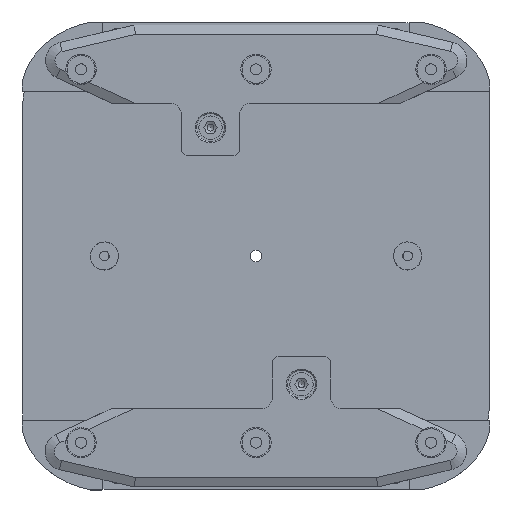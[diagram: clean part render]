
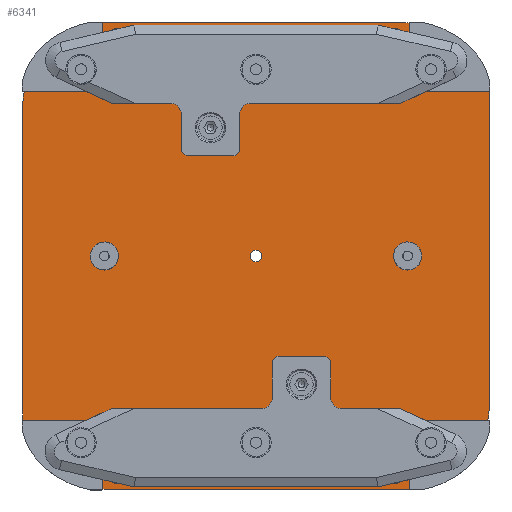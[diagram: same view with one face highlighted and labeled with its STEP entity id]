
A CAD part, top view. The second image highlights one B-rep face of the part: STEP entity #6341.
In plain terms, the highlighted planar face has unit normal (0, 0, 1).
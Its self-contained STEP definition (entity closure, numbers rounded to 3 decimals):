
#310=FACE_BOUND('',#1039,.T.);
#311=FACE_BOUND('',#1040,.T.);
#312=FACE_BOUND('',#1041,.T.);
#313=FACE_BOUND('',#1042,.T.);
#314=FACE_BOUND('',#1043,.T.);
#315=FACE_BOUND('',#1044,.T.);
#316=FACE_BOUND('',#1045,.T.);
#317=FACE_BOUND('',#1046,.T.);
#318=FACE_BOUND('',#1047,.T.);
#371=PLANE('',#6984);
#646=FACE_OUTER_BOUND('',#1038,.T.);
#1038=EDGE_LOOP('',(#4502,#4503,#4504,#4505,#4506,#4507,#4508,#4509,#4510,
#4511,#4512,#4513,#4514,#4515,#4516,#4517,#4518,#4519));
#1039=EDGE_LOOP('',(#4520));
#1040=EDGE_LOOP('',(#4521));
#1041=EDGE_LOOP('',(#4522));
#1042=EDGE_LOOP('',(#4523));
#1043=EDGE_LOOP('',(#4524));
#1044=EDGE_LOOP('',(#4525));
#1045=EDGE_LOOP('',(#4526));
#1046=EDGE_LOOP('',(#4527));
#1047=EDGE_LOOP('',(#4528));
#1446=LINE('',#9711,#1964);
#1449=LINE('',#9717,#1967);
#1454=LINE('',#9732,#1972);
#1457=LINE('',#9738,#1975);
#1466=LINE('',#9770,#1984);
#1469=LINE('',#9776,#1987);
#1474=LINE('',#9790,#1992);
#1477=LINE('',#9796,#1995);
#1492=LINE('',#9847,#2010);
#1496=LINE('',#9854,#2014);
#1497=LINE('',#9855,#2015);
#1498=LINE('',#9859,#2016);
#1964=VECTOR('',#7761,10.);
#1967=VECTOR('',#7766,10.);
#1972=VECTOR('',#7779,10.);
#1975=VECTOR('',#7784,10.);
#1984=VECTOR('',#7813,10.);
#1987=VECTOR('',#7818,10.);
#1992=VECTOR('',#7831,10.);
#1995=VECTOR('',#7836,10.);
#2010=VECTOR('',#7889,10.);
#2014=VECTOR('',#7897,10.);
#2015=VECTOR('',#7898,10.);
#2016=VECTOR('',#7901,10.);
#2457=CIRCLE('',#6879,6.);
#2460=CIRCLE('',#6884,6.);
#2468=CIRCLE('',#6898,2.5);
#2470=CIRCLE('',#6901,2.5);
#2472=CIRCLE('',#6904,2.5);
#2474=CIRCLE('',#6907,2.5);
#2476=CIRCLE('',#6910,2.5);
#2482=CIRCLE('',#6920,3.3);
#2491=CIRCLE('',#6935,3.3);
#2508=CIRCLE('',#6969,40.);
#2510=CIRCLE('',#6972,40.);
#2512=CIRCLE('',#6977,30.);
#2515=CIRCLE('',#6981,40.);
#2516=CIRCLE('',#6985,40.);
#2517=CIRCLE('',#6986,30.);
#2763=VERTEX_POINT('',#9581);
#2766=VERTEX_POINT('',#9590);
#2774=VERTEX_POINT('',#9617);
#2776=VERTEX_POINT('',#9623);
#2778=VERTEX_POINT('',#9629);
#2780=VERTEX_POINT('',#9635);
#2782=VERTEX_POINT('',#9641);
#2788=VERTEX_POINT('',#9661);
#2797=VERTEX_POINT('',#9691);
#2803=VERTEX_POINT('',#9708);
#2804=VERTEX_POINT('',#9710);
#2806=VERTEX_POINT('',#9716);
#2811=VERTEX_POINT('',#9729);
#2812=VERTEX_POINT('',#9731);
#2814=VERTEX_POINT('',#9737);
#2826=VERTEX_POINT('',#9767);
#2827=VERTEX_POINT('',#9769);
#2829=VERTEX_POINT('',#9775);
#2833=VERTEX_POINT('',#9787);
#2834=VERTEX_POINT('',#9789);
#2836=VERTEX_POINT('',#9795);
#2842=VERTEX_POINT('',#9811);
#2845=VERTEX_POINT('',#9819);
#2848=VERTEX_POINT('',#9831);
#2853=VERTEX_POINT('',#9843);
#2855=VERTEX_POINT('',#9856);
#2856=VERTEX_POINT('',#9858);
#3350=EDGE_CURVE('',#2763,#2763,#2457,.T.);
#3354=EDGE_CURVE('',#2766,#2766,#2460,.T.);
#3368=EDGE_CURVE('',#2774,#2774,#2468,.T.);
#3371=EDGE_CURVE('',#2776,#2776,#2470,.T.);
#3374=EDGE_CURVE('',#2778,#2778,#2472,.T.);
#3377=EDGE_CURVE('',#2780,#2780,#2474,.T.);
#3380=EDGE_CURVE('',#2782,#2782,#2476,.T.);
#3390=EDGE_CURVE('',#2788,#2788,#2482,.T.);
#3405=EDGE_CURVE('',#2797,#2797,#2491,.T.);
#3413=EDGE_CURVE('',#2804,#2803,#1446,.T.);
#3416=EDGE_CURVE('',#2806,#2804,#1449,.T.);
#3423=EDGE_CURVE('',#2812,#2811,#1454,.T.);
#3426=EDGE_CURVE('',#2814,#2812,#1457,.T.);
#3441=EDGE_CURVE('',#2827,#2826,#1466,.T.);
#3444=EDGE_CURVE('',#2829,#2827,#1469,.T.);
#3451=EDGE_CURVE('',#2834,#2833,#1474,.T.);
#3454=EDGE_CURVE('',#2836,#2834,#1477,.T.);
#3463=EDGE_CURVE('',#2842,#2803,#2508,.T.);
#3467=EDGE_CURVE('',#2845,#2811,#2510,.T.);
#3472=EDGE_CURVE('',#2829,#2848,#2512,.T.);
#3479=EDGE_CURVE('',#2853,#2826,#2515,.T.);
#3480=EDGE_CURVE('',#2836,#2853,#1492,.T.);
#3484=EDGE_CURVE('',#2814,#2842,#1496,.T.);
#3485=EDGE_CURVE('',#2848,#2845,#1497,.T.);
#3486=EDGE_CURVE('',#2855,#2833,#2516,.T.);
#3487=EDGE_CURVE('',#2856,#2855,#1498,.T.);
#3488=EDGE_CURVE('',#2806,#2856,#2517,.T.);
#4502=ORIENTED_EDGE('',*,*,#3416,.T.);
#4503=ORIENTED_EDGE('',*,*,#3413,.T.);
#4504=ORIENTED_EDGE('',*,*,#3463,.F.);
#4505=ORIENTED_EDGE('',*,*,#3484,.F.);
#4506=ORIENTED_EDGE('',*,*,#3426,.T.);
#4507=ORIENTED_EDGE('',*,*,#3423,.T.);
#4508=ORIENTED_EDGE('',*,*,#3467,.F.);
#4509=ORIENTED_EDGE('',*,*,#3485,.F.);
#4510=ORIENTED_EDGE('',*,*,#3472,.F.);
#4511=ORIENTED_EDGE('',*,*,#3444,.T.);
#4512=ORIENTED_EDGE('',*,*,#3441,.T.);
#4513=ORIENTED_EDGE('',*,*,#3479,.F.);
#4514=ORIENTED_EDGE('',*,*,#3480,.F.);
#4515=ORIENTED_EDGE('',*,*,#3454,.T.);
#4516=ORIENTED_EDGE('',*,*,#3451,.T.);
#4517=ORIENTED_EDGE('',*,*,#3486,.F.);
#4518=ORIENTED_EDGE('',*,*,#3487,.F.);
#4519=ORIENTED_EDGE('',*,*,#3488,.F.);
#4520=ORIENTED_EDGE('',*,*,#3350,.T.);
#4521=ORIENTED_EDGE('',*,*,#3354,.T.);
#4522=ORIENTED_EDGE('',*,*,#3368,.T.);
#4523=ORIENTED_EDGE('',*,*,#3371,.T.);
#4524=ORIENTED_EDGE('',*,*,#3374,.T.);
#4525=ORIENTED_EDGE('',*,*,#3377,.T.);
#4526=ORIENTED_EDGE('',*,*,#3380,.T.);
#4527=ORIENTED_EDGE('',*,*,#3390,.T.);
#4528=ORIENTED_EDGE('',*,*,#3405,.T.);
#6341=ADVANCED_FACE('',(#646,#310,#311,#312,#313,#314,#315,#316,#317,#318),
#371,.T.);
#6879=AXIS2_PLACEMENT_3D('',#9582,#7610,#7611);
#6884=AXIS2_PLACEMENT_3D('',#9591,#7621,#7622);
#6898=AXIS2_PLACEMENT_3D('',#9619,#7655,#7656);
#6901=AXIS2_PLACEMENT_3D('',#9625,#7662,#7663);
#6904=AXIS2_PLACEMENT_3D('',#9631,#7669,#7670);
#6907=AXIS2_PLACEMENT_3D('',#9637,#7676,#7677);
#6910=AXIS2_PLACEMENT_3D('',#9643,#7683,#7684);
#6920=AXIS2_PLACEMENT_3D('',#9663,#7707,#7708);
#6935=AXIS2_PLACEMENT_3D('',#9693,#7743,#7744);
#6969=AXIS2_PLACEMENT_3D('',#9813,#7852,#7853);
#6972=AXIS2_PLACEMENT_3D('',#9821,#7860,#7861);
#6977=AXIS2_PLACEMENT_3D('',#9832,#7873,#7874);
#6981=AXIS2_PLACEMENT_3D('',#9845,#7885,#7886);
#6984=AXIS2_PLACEMENT_3D('',#9853,#7895,#7896);
#6985=AXIS2_PLACEMENT_3D('',#9857,#7899,#7900);
#6986=AXIS2_PLACEMENT_3D('',#9860,#7902,#7903);
#7610=DIRECTION('center_axis',(0.,0.,-1.));
#7611=DIRECTION('ref_axis',(-1.,0.,0.));
#7621=DIRECTION('center_axis',(0.,0.,-1.));
#7622=DIRECTION('ref_axis',(-1.,0.,0.));
#7655=DIRECTION('center_axis',(0.,0.,-1.));
#7656=DIRECTION('ref_axis',(-1.,0.,0.));
#7662=DIRECTION('center_axis',(0.,0.,-1.));
#7663=DIRECTION('ref_axis',(-1.,0.,0.));
#7669=DIRECTION('center_axis',(0.,0.,-1.));
#7670=DIRECTION('ref_axis',(-1.,0.,0.));
#7676=DIRECTION('center_axis',(0.,0.,-1.));
#7677=DIRECTION('ref_axis',(-1.,0.,0.));
#7683=DIRECTION('center_axis',(0.,0.,-1.));
#7684=DIRECTION('ref_axis',(-1.,0.,0.));
#7707=DIRECTION('center_axis',(0.,0.,-1.));
#7708=DIRECTION('ref_axis',(-1.,0.,0.));
#7743=DIRECTION('center_axis',(0.,0.,-1.));
#7744=DIRECTION('ref_axis',(-1.,0.,0.));
#7761=DIRECTION('',(0.,1.,0.));
#7766=DIRECTION('',(-1.,0.,0.));
#7779=DIRECTION('',(-1.,0.,0.));
#7784=DIRECTION('',(0.,-1.,0.));
#7813=DIRECTION('',(0.,-1.,0.));
#7818=DIRECTION('',(1.,0.,0.));
#7831=DIRECTION('',(1.,0.,0.));
#7836=DIRECTION('',(0.,1.,0.));
#7852=DIRECTION('center_axis',(0.,0.,-1.));
#7853=DIRECTION('ref_axis',(-0.5,-0.866,0.));
#7860=DIRECTION('center_axis',(0.,0.,-1.));
#7861=DIRECTION('ref_axis',(0.866,-0.5,0.));
#7873=DIRECTION('center_axis',(0.,0.,-1.));
#7874=DIRECTION('ref_axis',(1.,0.,0.));
#7885=DIRECTION('center_axis',(0.,0.,-1.));
#7886=DIRECTION('ref_axis',(0.5,0.866,0.));
#7889=DIRECTION('',(-1.,0.,0.));
#7895=DIRECTION('center_axis',(0.,0.,1.));
#7896=DIRECTION('ref_axis',(1.,0.,0.));
#7897=DIRECTION('',(1.,0.,0.));
#7898=DIRECTION('',(0.,1.,0.));
#7899=DIRECTION('center_axis',(0.,0.,-1.));
#7900=DIRECTION('ref_axis',(-0.866,0.5,0.));
#7901=DIRECTION('',(0.,-1.,0.));
#7902=DIRECTION('center_axis',(0.,0.,-1.));
#7903=DIRECTION('ref_axis',(-1.,0.,0.));
#9581=CARTESIAN_POINT('',(71.,0.,4.));
#9582=CARTESIAN_POINT('Origin',(65.,0.,4.));
#9590=CARTESIAN_POINT('',(-59.,0.,4.));
#9591=CARTESIAN_POINT('Origin',(-65.,0.,4.));
#9617=CARTESIAN_POINT('',(62.5,95.,4.));
#9619=CARTESIAN_POINT('Origin',(60.,95.,4.));
#9623=CARTESIAN_POINT('',(-57.5,95.,4.));
#9625=CARTESIAN_POINT('Origin',(-60.,95.,4.));
#9629=CARTESIAN_POINT('',(-57.5,-95.,4.));
#9631=CARTESIAN_POINT('Origin',(-60.,-95.,4.));
#9635=CARTESIAN_POINT('',(62.5,-95.,4.));
#9637=CARTESIAN_POINT('Origin',(60.,-95.,4.));
#9641=CARTESIAN_POINT('',(2.5,0.,4.));
#9643=CARTESIAN_POINT('Origin',(0.,0.,4.));
#9661=CARTESIAN_POINT('',(3.3,-80.,4.));
#9663=CARTESIAN_POINT('Origin',(0.,-80.,4.));
#9691=CARTESIAN_POINT('',(3.3,80.,4.));
#9693=CARTESIAN_POINT('Origin',(0.,80.,4.));
#9708=CARTESIAN_POINT('',(65.6,99.934,4.));
#9710=CARTESIAN_POINT('',(65.6,70.6,4.));
#9711=CARTESIAN_POINT('',(65.6,49.967,4.));
#9716=CARTESIAN_POINT('',(99.86,70.6,4.));
#9717=CARTESIAN_POINT('',(32.8,70.6,4.));
#9729=CARTESIAN_POINT('',(-99.328,70.6,4.));
#9731=CARTESIAN_POINT('',(-65.6,70.6,4.));
#9732=CARTESIAN_POINT('',(-49.664,70.6,4.));
#9737=CARTESIAN_POINT('',(-65.6,100.,4.));
#9738=CARTESIAN_POINT('',(-65.6,35.3,4.));
#9767=CARTESIAN_POINT('',(-65.6,-99.934,4.));
#9769=CARTESIAN_POINT('',(-65.6,-70.6,4.));
#9770=CARTESIAN_POINT('',(-65.6,-49.967,4.));
#9775=CARTESIAN_POINT('',(-99.86,-70.6,4.));
#9776=CARTESIAN_POINT('',(-32.8,-70.6,4.));
#9787=CARTESIAN_POINT('',(99.328,-70.6,4.));
#9789=CARTESIAN_POINT('',(65.6,-70.6,4.));
#9790=CARTESIAN_POINT('',(49.664,-70.6,4.));
#9795=CARTESIAN_POINT('',(65.6,-100.,4.));
#9796=CARTESIAN_POINT('',(65.6,-35.3,4.));
#9811=CARTESIAN_POINT('',(63.3,100.,4.));
#9813=CARTESIAN_POINT('Origin',(63.3,60.,4.));
#9819=CARTESIAN_POINT('',(-100.,63.3,4.));
#9821=CARTESIAN_POINT('Origin',(-60.,63.3,4.));
#9831=CARTESIAN_POINT('',(-100.,-67.7,4.));
#9832=CARTESIAN_POINT('Origin',(-70.,-67.7,4.));
#9843=CARTESIAN_POINT('',(-63.3,-100.,4.));
#9845=CARTESIAN_POINT('Origin',(-63.3,-60.,4.));
#9847=CARTESIAN_POINT('',(67.7,-100.,4.));
#9853=CARTESIAN_POINT('Origin',(0.,0.,
4.));
#9854=CARTESIAN_POINT('',(-67.7,100.,4.));
#9855=CARTESIAN_POINT('',(-100.,-67.7,4.));
#9856=CARTESIAN_POINT('',(100.,-63.3,4.));
#9857=CARTESIAN_POINT('Origin',(60.,-63.3,4.));
#9858=CARTESIAN_POINT('',(100.,67.7,4.));
#9859=CARTESIAN_POINT('',(100.,67.7,4.));
#9860=CARTESIAN_POINT('Origin',(70.,67.7,4.));
